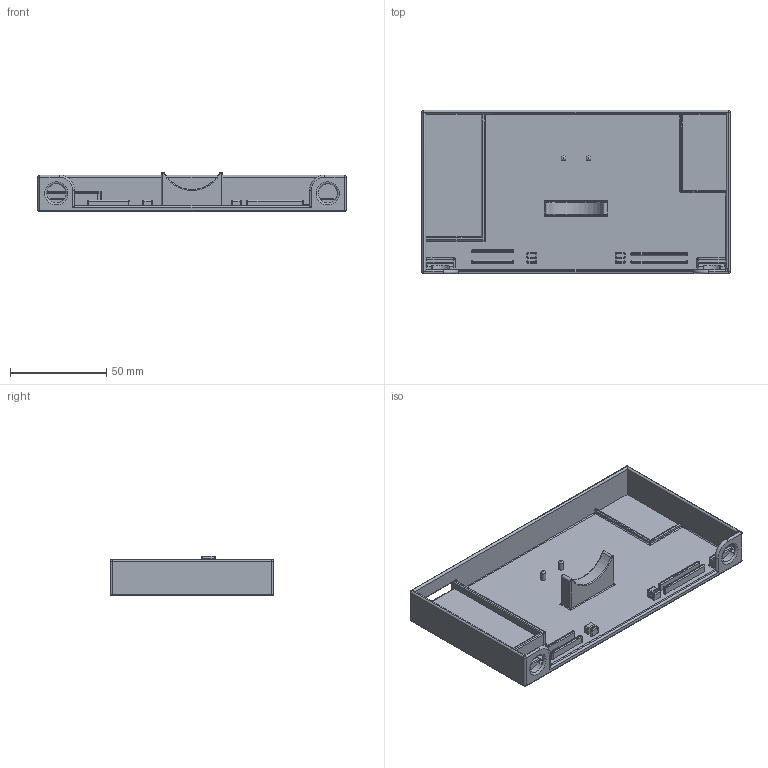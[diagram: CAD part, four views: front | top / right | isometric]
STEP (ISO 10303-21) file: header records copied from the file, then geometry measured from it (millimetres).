
FILE_DESCRIPTION(/* description */ (''),/* implementation_level */ '2;1');
FILE_NAME(/* name */ 'Bench v61.step',/* time_stamp */ '2024-08-16T17:24:46+02:00',/* author */ (''),/* organization */ (''),/* preprocessor_version */ 'ST-DEVELOPER v20',/* originating_system */ 'Autodesk Translation Framework v13.14.0.145',/* authorisation */ '');
FILE_SCHEMA (('AUTOMOTIVE_DESIGN { 1 0 10303 214 3 1 1 }'));
Length unit declared in the file: millimetre
Products named in the file (1): Bench
Bounding box: 160 x 85 x 20.5 mm (x, y, z)
Volume: 52012.1 mm3; surface area: 43025.1 mm2
Topology: 1 solids, 1 shells, 344 faces, 776 edges, 436 vertices
Faces by surface type: cylinder 165, plane 95, sphere 46, torus 19, bspline 19
Full cylindrical faces by diameter (mm): 2.5 x2
Entity records: 9781 total; most frequent: CARTESIAN_POINT 2003, DIRECTION 1753, ORIENTED_EDGE 1540, EDGE_CURVE 770, AXIS2_PLACEMENT_3D 675, VERTEX_POINT 436, LINE 403, VECTOR 403
